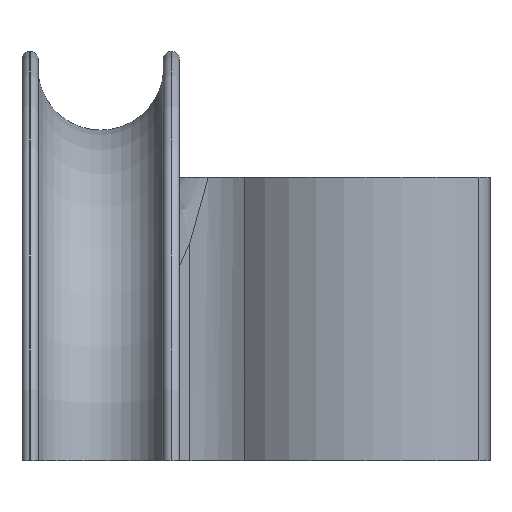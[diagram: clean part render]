
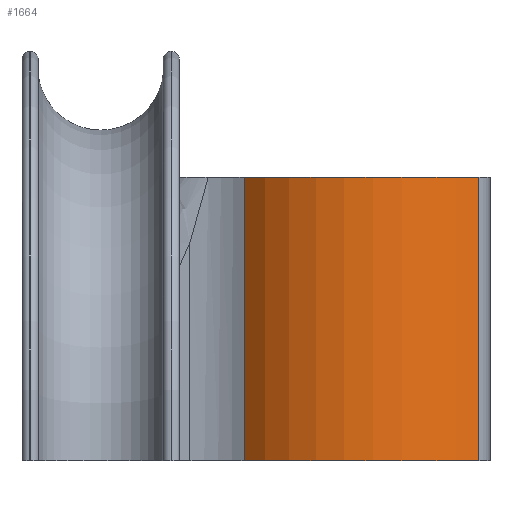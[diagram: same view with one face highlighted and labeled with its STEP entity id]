
A CAD part, left-side view. The second image highlights one B-rep face of the part: STEP entity #1664.
In plain terms, the highlighted cylindrical face has radius 10.6 mm (diameter 21.2 mm), a partial arc.
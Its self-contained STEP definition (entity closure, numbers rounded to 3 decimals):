
#46=CYLINDRICAL_SURFACE('',#1848,10.6);
#105=LINE('',#4430,#171);
#106=LINE('',#4432,#172);
#171=VECTOR('',#2191,10.);
#172=VECTOR('',#2194,10.);
#295=FACE_OUTER_BOUND('',#388,.T.);
#388=EDGE_LOOP('',(#1364,#1365,#1366,#1367));
#472=CIRCLE('',#1766,10.6);
#515=CIRCLE('',#1816,10.6);
#705=VERTEX_POINT('',#4203);
#706=VERTEX_POINT('',#4205);
#748=VERTEX_POINT('',#4306);
#749=VERTEX_POINT('',#4308);
#908=EDGE_CURVE('',#705,#706,#472,.T.);
#961=EDGE_CURVE('',#748,#749,#515,.T.);
#1000=EDGE_CURVE('',#705,#749,#105,.T.);
#1001=EDGE_CURVE('',#706,#748,#106,.T.);
#1364=ORIENTED_EDGE('',*,*,#908,.F.);
#1365=ORIENTED_EDGE('',*,*,#1000,.T.);
#1366=ORIENTED_EDGE('',*,*,#961,.F.);
#1367=ORIENTED_EDGE('',*,*,#1001,.F.);
#1664=ADVANCED_FACE('',(#295),#46,.T.);
#1766=AXIS2_PLACEMENT_3D('',#4206,#2000,#2001);
#1816=AXIS2_PLACEMENT_3D('',#4309,#2110,#2111);
#1848=AXIS2_PLACEMENT_3D('',#4431,#2192,#2193);
#2000=DIRECTION('center_axis',(0.,0.,
-1.));
#2001=DIRECTION('ref_axis',(-0.748,-0.664,0.));
#2110=DIRECTION('center_axis',(0.,0.,
1.));
#2111=DIRECTION('ref_axis',(-0.748,-0.664,0.));
#2191=DIRECTION('',(0.,0.,1.));
#2192=DIRECTION('center_axis',(0.,0.,1.));
#2193=DIRECTION('ref_axis',(-0.748,-0.664,0.));
#2194=DIRECTION('',(0.,0.,1.));
#4203=CARTESIAN_POINT('',(-25.627,-29.012,-56.002));
#4205=CARTESIAN_POINT('',(-24.783,-14.089,-56.002));
#4206=CARTESIAN_POINT('Origin',(-17.7,-21.975,-56.002));
#4306=CARTESIAN_POINT('',(-24.783,-14.089,-38.002));
#4308=CARTESIAN_POINT('',(-25.627,-29.012,-38.002));
#4309=CARTESIAN_POINT('Origin',(-17.7,-21.975,-38.002));
#4430=CARTESIAN_POINT('',(-25.627,-29.012,-56.002));
#4431=CARTESIAN_POINT('Origin',(-17.7,-21.975,-56.002));
#4432=CARTESIAN_POINT('',(-24.783,-14.089,-48.002));
